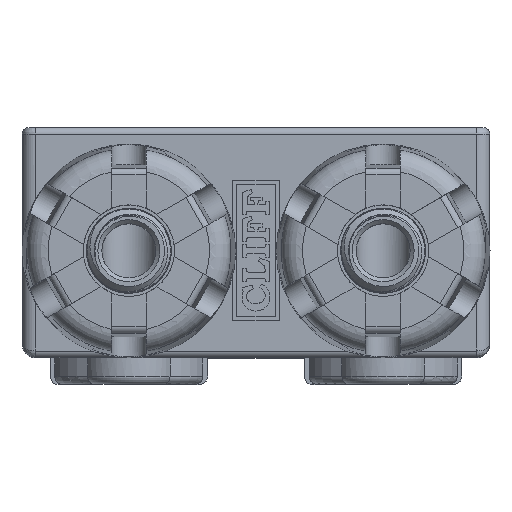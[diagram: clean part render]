
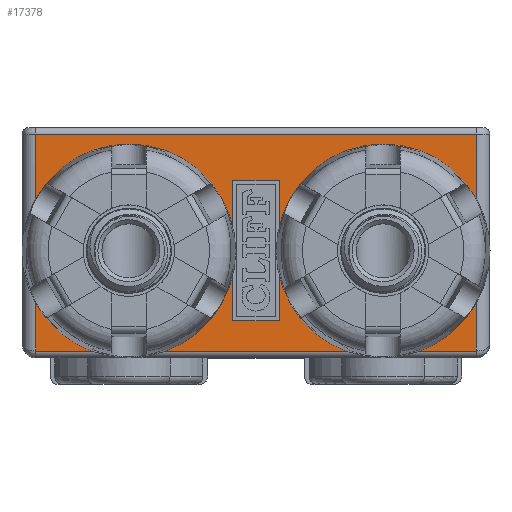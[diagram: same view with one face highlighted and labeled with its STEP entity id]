
A CAD part, top view. The second image highlights one B-rep face of the part: STEP entity #17378.
In plain terms, the highlighted planar face has unit normal (0, 0, 1).
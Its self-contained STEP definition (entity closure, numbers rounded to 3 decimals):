
#121=FACE_BOUND('',#2325,.T.);
#122=FACE_BOUND('',#2326,.T.);
#123=FACE_BOUND('',#2327,.T.);
#503=PLANE('',#18437);
#1421=FACE_OUTER_BOUND('',#2324,.T.);
#2324=EDGE_LOOP('',(#14182,#14183,#14184,#14185));
#2325=EDGE_LOOP('',(#14186));
#2326=EDGE_LOOP('',(#14187));
#2327=EDGE_LOOP('',(#14188,#14189,#14190,#14191));
#2863=CIRCLE('',#18438,6.1);
#2864=CIRCLE('',#18439,6.1);
#4546=LINE('',#85738,#5864);
#4550=LINE('',#85746,#5868);
#4553=LINE('',#85752,#5871);
#4556=LINE('',#85757,#5874);
#4558=LINE('',#85763,#5876);
#4559=LINE('',#85765,#5877);
#4560=LINE('',#85767,#5878);
#4561=LINE('',#85768,#5879);
#5864=VECTOR('',#21065,10.);
#5868=VECTOR('',#21071,10.);
#5871=VECTOR('',#21076,10.);
#5874=VECTOR('',#21081,10.);
#5876=VECTOR('',#21087,10.);
#5877=VECTOR('',#21088,10.);
#5878=VECTOR('',#21089,10.);
#5879=VECTOR('',#21090,10.);
#7662=VERTEX_POINT('',#85736);
#7663=VERTEX_POINT('',#85737);
#7666=VERTEX_POINT('',#85745);
#7668=VERTEX_POINT('',#85751);
#7670=VERTEX_POINT('',#85761);
#7671=VERTEX_POINT('',#85762);
#7672=VERTEX_POINT('',#85764);
#7673=VERTEX_POINT('',#85766);
#7674=VERTEX_POINT('',#85769);
#7675=VERTEX_POINT('',#85771);
#9936=EDGE_CURVE('',#7662,#7663,#4546,.T.);
#9940=EDGE_CURVE('',#7663,#7666,#4550,.T.);
#9943=EDGE_CURVE('',#7666,#7668,#4553,.T.);
#9946=EDGE_CURVE('',#7668,#7662,#4556,.T.);
#9948=EDGE_CURVE('',#7670,#7671,#4558,.T.);
#9949=EDGE_CURVE('',#7672,#7670,#4559,.T.);
#9950=EDGE_CURVE('',#7673,#7672,#4560,.T.);
#9951=EDGE_CURVE('',#7671,#7673,#4561,.T.);
#9952=EDGE_CURVE('',#7674,#7674,#2863,.T.);
#9953=EDGE_CURVE('',#7675,#7675,#2864,.T.);
#14182=ORIENTED_EDGE('',*,*,#9948,.F.);
#14183=ORIENTED_EDGE('',*,*,#9949,.F.);
#14184=ORIENTED_EDGE('',*,*,#9950,.F.);
#14185=ORIENTED_EDGE('',*,*,#9951,.F.);
#14186=ORIENTED_EDGE('',*,*,#9952,.T.);
#14187=ORIENTED_EDGE('',*,*,#9953,.T.);
#14188=ORIENTED_EDGE('',*,*,#9936,.T.);
#14189=ORIENTED_EDGE('',*,*,#9940,.T.);
#14190=ORIENTED_EDGE('',*,*,#9943,.T.);
#14191=ORIENTED_EDGE('',*,*,#9946,.T.);
#17378=ADVANCED_FACE('',(#1421,#121,#122,#123),#503,.T.);
#18437=AXIS2_PLACEMENT_3D('',#85760,#21085,#21086);
#18438=AXIS2_PLACEMENT_3D('',#85770,#21091,#21092);
#18439=AXIS2_PLACEMENT_3D('',#85772,#21093,#21094);
#21065=DIRECTION('',(0.,-1.,0.));
#21071=DIRECTION('',(-1.,0.,0.));
#21076=DIRECTION('',(0.,1.,0.));
#21081=DIRECTION('',(1.,0.,0.));
#21085=DIRECTION('center_axis',(0.,0.,1.));
#21086=DIRECTION('ref_axis',(1.,0.,0.));
#21087=DIRECTION('',(-1.,0.,0.));
#21088=DIRECTION('',(0.,-1.,0.));
#21089=DIRECTION('',(1.,0.,0.));
#21090=DIRECTION('',(0.,1.,0.));
#21091=DIRECTION('center_axis',(0.,0.,-1.));
#21092=DIRECTION('ref_axis',(-1.,0.,0.));
#21093=DIRECTION('center_axis',(0.,0.,-1.));
#21094=DIRECTION('ref_axis',(-1.,0.,0.));
#85736=CARTESIAN_POINT('',(1.75,5.25,12.2));
#85737=CARTESIAN_POINT('',(1.75,-5.25,12.2));
#85738=CARTESIAN_POINT('',(1.75,-2.313,12.2));
#85745=CARTESIAN_POINT('',(-1.75,-5.25,12.2));
#85746=CARTESIAN_POINT('',(-0.875,-5.25,12.2));
#85751=CARTESIAN_POINT('',(-1.75,5.25,12.2));
#85752=CARTESIAN_POINT('',(-1.75,2.938,12.2));
#85757=CARTESIAN_POINT('',(0.875,5.25,12.2));
#85760=CARTESIAN_POINT('Origin',(0.,0.625,12.2));
#85761=CARTESIAN_POINT('',(16.5,-7.5,12.2));
#85762=CARTESIAN_POINT('',(-16.5,-7.5,12.2));
#85763=CARTESIAN_POINT('',(-8.75,-7.5,12.2));
#85764=CARTESIAN_POINT('',(16.5,8.75,12.2));
#85765=CARTESIAN_POINT('',(16.5,-3.688,12.2));
#85766=CARTESIAN_POINT('',(-16.5,8.75,12.2));
#85767=CARTESIAN_POINT('',(8.75,8.75,12.2));
#85768=CARTESIAN_POINT('',(-16.5,4.938,12.2));
#85769=CARTESIAN_POINT('',(15.625,0.,12.2));
#85770=CARTESIAN_POINT('Origin',(9.525,0.,12.2));
#85771=CARTESIAN_POINT('',(-3.425,0.,12.2));
#85772=CARTESIAN_POINT('Origin',(-9.525,0.,12.2));
